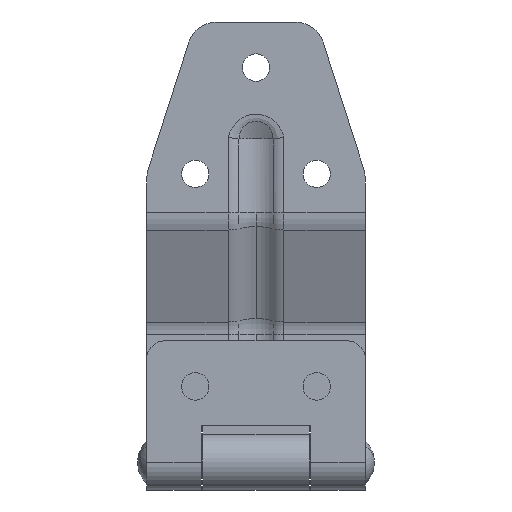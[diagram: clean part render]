
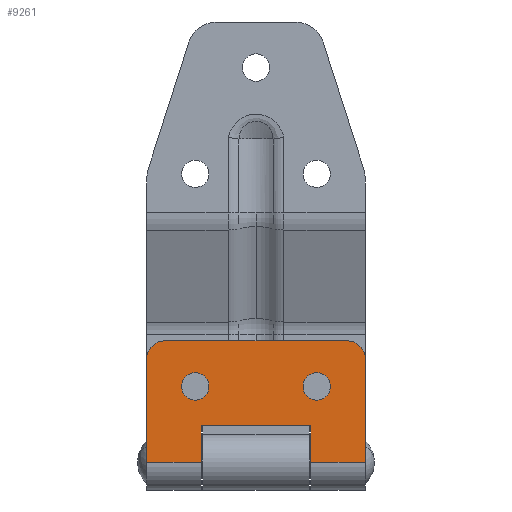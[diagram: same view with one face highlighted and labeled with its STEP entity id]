
A CAD part, front view. The second image highlights one B-rep face of the part: STEP entity #9261.
In plain terms, the highlighted planar face has unit normal (0, -1, 0).
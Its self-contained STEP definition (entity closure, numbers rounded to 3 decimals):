
#4616 = CARTESIAN_POINT ( 'NONE',  ( 20., -9.1, -20.5 ) ) ;
#4617 = CARTESIAN_POINT ( 'NONE',  ( 20., -9.1, -29.5 ) ) ;
#4618 = DIRECTION ( 'NONE',  ( 0., 0., 1. ) ) ;
#4619 = DIRECTION ( 'NONE',  ( 0., 1., 0. ) ) ;
#4620 = AXIS2_PLACEMENT_3D ( 'NONE', #4624, #4619, #4618 ) ;
#4621 = CIRCLE ( 'NONE', #4620, 4.5 ) ;
#4624 = CARTESIAN_POINT ( 'NONE',  ( 20., -9.1, -25. ) ) ;
#4704 = CARTESIAN_POINT ( 'NONE',  ( -20., -9.1, -20.5 ) ) ;
#4705 = CARTESIAN_POINT ( 'NONE',  ( -20., -9.1, -29.5 ) ) ;
#4706 = DIRECTION ( 'NONE',  ( 0., 0., 1. ) ) ;
#4707 = DIRECTION ( 'NONE',  ( 0., 1., 0. ) ) ;
#4708 = AXIS2_PLACEMENT_3D ( 'NONE', #4715, #4707, #4706 ) ;
#4709 = CIRCLE ( 'NONE', #4708, 4.5 ) ;
#4715 = CARTESIAN_POINT ( 'NONE',  ( -20., -9.1, -25. ) ) ;
#6525 = DIRECTION ( 'NONE',  ( -1., 0., 0. ) ) ;
#6526 = VECTOR ( 'NONE', #6525, 1000. ) ;
#6527 = CARTESIAN_POINT ( 'NONE',  ( 36., -9.1, 0. ) ) ;
#6528 = LINE ( 'NONE', #6527, #6526 ) ;
#6529 = CARTESIAN_POINT ( 'NONE',  ( 18., -9.1, 0. ) ) ;
#6535 = CARTESIAN_POINT ( 'NONE',  ( 36., -9.1, 0. ) ) ;
#6541 = CARTESIAN_POINT ( 'NONE',  ( -18., -9.1, 0. ) ) ;
#6779 = CARTESIAN_POINT ( 'NONE',  ( 36., -9.1, -34. ) ) ;
#6780 = DIRECTION ( 'NONE',  ( 0., 0., 1. ) ) ;
#6781 = DIRECTION ( 'NONE',  ( 0., -1., 0. ) ) ;
#6782 = CARTESIAN_POINT ( 'NONE',  ( 30., -9.1, -34. ) ) ;
#6783 = AXIS2_PLACEMENT_3D ( 'NONE', #6782, #6781, #6780 ) ;
#6784 = CIRCLE ( 'NONE', #6783, 6. ) ;
#6785 = CARTESIAN_POINT ( 'NONE',  ( -30., -9.1, -40. ) ) ;
#6786 = CARTESIAN_POINT ( 'NONE',  ( 30., -9.1, -40. ) ) ;
#6787 = DIRECTION ( 'NONE',  ( -1., 0., 0. ) ) ;
#6788 = VECTOR ( 'NONE', #6787, 1000. ) ;
#6789 = CARTESIAN_POINT ( 'NONE',  ( 36., -9.1, -40. ) ) ;
#6794 = LINE ( 'NONE', #6789, #6788 ) ;
#6804 = DIRECTION ( 'NONE',  ( -1., 0., 0. ) ) ;
#6805 = VECTOR ( 'NONE', #6804, 1000. ) ;
#6806 = CARTESIAN_POINT ( 'NONE',  ( 36., -9.1, 0. ) ) ;
#6807 = LINE ( 'NONE', #6806, #6805 ) ;
#6808 = CARTESIAN_POINT ( 'NONE',  ( -36., -9.1, 0. ) ) ;
#6814 = DIRECTION ( 'NONE',  ( 0., 0., 1. ) ) ;
#6815 = DIRECTION ( 'NONE',  ( 0., 1., 0. ) ) ;
#6816 = CARTESIAN_POINT ( 'NONE',  ( 36., -9.1, 0. ) ) ;
#6817 = AXIS2_PLACEMENT_3D ( 'NONE', #6816, #6815, #6814 ) ;
#6818 = PLANE ( 'NONE',  #6817 ) ;
#6819 = FACE_OUTER_BOUND ( 'NONE', #9243, .T. ) ;
#6820 = FACE_BOUND ( 'NONE', #9324, .T. ) ;
#6826 = FACE_BOUND ( 'NONE', #9262, .T. ) ;
#6871 = DIRECTION ( 'NONE',  ( 0., 0., 1. ) ) ;
#6872 = DIRECTION ( 'NONE',  ( 0., -1., 0. ) ) ;
#6873 = CARTESIAN_POINT ( 'NONE',  ( -30., -9.1, -34. ) ) ;
#6874 = AXIS2_PLACEMENT_3D ( 'NONE', #6873, #6872, #6871 ) ;
#6875 = CIRCLE ( 'NONE', #6874, 6. ) ;
#6876 = CARTESIAN_POINT ( 'NONE',  ( -36., -9.1, -34. ) ) ;
#6877 = DIRECTION ( 'NONE',  ( 0., 0., -1. ) ) ;
#6878 = VECTOR ( 'NONE', #6877, 1000. ) ;
#6879 = CARTESIAN_POINT ( 'NONE',  ( -36., -9.1, 0. ) ) ;
#6880 = LINE ( 'NONE', #6879, #6878 ) ;
#6892 = DIRECTION ( 'NONE',  ( 0., 0., 1. ) ) ;
#6893 = DIRECTION ( 'NONE',  ( 0., 1., 0. ) ) ;
#6894 = CARTESIAN_POINT ( 'NONE',  ( 20., -9.1, -25. ) ) ;
#6895 = AXIS2_PLACEMENT_3D ( 'NONE', #6894, #6893, #6892 ) ;
#6896 = CIRCLE ( 'NONE', #6895, 4.5 ) ;
#6897 = CARTESIAN_POINT ( 'NONE',  ( -20., -9.1, -25. ) ) ;
#6898 = DIRECTION ( 'NONE',  ( 0., 0., 1. ) ) ;
#6899 = VECTOR ( 'NONE', #6898, 1000. ) ;
#6900 = CARTESIAN_POINT ( 'NONE',  ( -18., -9.1, -12. ) ) ;
#6901 = LINE ( 'NONE', #6900, #6899 ) ;
#6902 = CARTESIAN_POINT ( 'NONE',  ( -18., -9.1, -12. ) ) ;
#6903 = DIRECTION ( 'NONE',  ( -1., 0., 0. ) ) ;
#6904 = VECTOR ( 'NONE', #6903, 1000. ) ;
#6905 = CARTESIAN_POINT ( 'NONE',  ( -18., -9.1, -12. ) ) ;
#6906 = LINE ( 'NONE', #6905, #6904 ) ;
#6907 = CARTESIAN_POINT ( 'NONE',  ( 18., -9.1, -12. ) ) ;
#6908 = DIRECTION ( 'NONE',  ( 0., 0., -1. ) ) ;
#6909 = VECTOR ( 'NONE', #6908, 1000. ) ;
#6910 = CARTESIAN_POINT ( 'NONE',  ( 18., -9.1, -12. ) ) ;
#6911 = LINE ( 'NONE', #6910, #6909 ) ;
#6912 = DIRECTION ( 'NONE',  ( 0., 0., -1. ) ) ;
#6913 = VECTOR ( 'NONE', #6912, 1000. ) ;
#6914 = CARTESIAN_POINT ( 'NONE',  ( 36., -9.1, 0. ) ) ;
#6915 = LINE ( 'NONE', #6914, #6913 ) ;
#6952 = DIRECTION ( 'NONE',  ( 0., 0., 1. ) ) ;
#6953 = DIRECTION ( 'NONE',  ( 0., 1., 0. ) ) ;
#6954 = AXIS2_PLACEMENT_3D ( 'NONE', #6897, #6953, #6952 ) ;
#6955 = CIRCLE ( 'NONE', #6954, 4.5 ) ;
#8979 = EDGE_CURVE ( 'NONE', #8980, #8981, #4621, .T. ) ;
#8980 = VERTEX_POINT ( 'NONE', #4617 ) ;
#8981 = VERTEX_POINT ( 'NONE', #4616 ) ;
#9042 = EDGE_CURVE ( 'NONE', #9043, #9044, #4709, .T. ) ;
#9043 = VERTEX_POINT ( 'NONE', #4705 ) ;
#9044 = VERTEX_POINT ( 'NONE', #4704 ) ;
#9101 = VERTEX_POINT ( 'NONE', #6541 ) ;
#9105 = VERTEX_POINT ( 'NONE', #6535 ) ;
#9109 = VERTEX_POINT ( 'NONE', #6529 ) ;
#9111 = EDGE_CURVE ( 'NONE', #9105, #9109, #6528, .T. ) ;
#9243 = EDGE_LOOP ( 'NONE', ( #9244, #9248, #9310, #9312, #9313, #9316, #9319, #9321, #9296, #9299 ) ) ;
#9244 = ORIENTED_EDGE ( 'NONE', *, *, #9245, .F. ) ;
#9245 = EDGE_CURVE ( 'NONE', #9246, #9247, #6794, .T. ) ;
#9246 = VERTEX_POINT ( 'NONE', #6786 ) ;
#9247 = VERTEX_POINT ( 'NONE', #6785 ) ;
#9248 = ORIENTED_EDGE ( 'NONE', *, *, #9249, .T. ) ;
#9249 = EDGE_CURVE ( 'NONE', #9246, #9250, #6784, .T. ) ;
#9250 = VERTEX_POINT ( 'NONE', #6779 ) ;
#9261 = ADVANCED_FACE ( 'NONE', ( #6826, #6820, #6819 ), #6818, .F. ) ;
#9262 = EDGE_LOOP ( 'NONE', ( #9263, #9323 ) ) ;
#9263 = ORIENTED_EDGE ( 'NONE', *, *, #9322, .T. ) ;
#9265 = VERTEX_POINT ( 'NONE', #6808 ) ;
#9267 = EDGE_CURVE ( 'NONE', #9101, #9265, #6807, .T. ) ;
#9296 = ORIENTED_EDGE ( 'NONE', *, *, #9297, .T. ) ;
#9297 = EDGE_CURVE ( 'NONE', #9265, #9298, #6880, .T. ) ;
#9298 = VERTEX_POINT ( 'NONE', #6876 ) ;
#9299 = ORIENTED_EDGE ( 'NONE', *, *, #9300, .T. ) ;
#9300 = EDGE_CURVE ( 'NONE', #9298, #9247, #6875, .T. ) ;
#9310 = ORIENTED_EDGE ( 'NONE', *, *, #9311, .F. ) ;
#9311 = EDGE_CURVE ( 'NONE', #9105, #9250, #6915, .T. ) ;
#9312 = ORIENTED_EDGE ( 'NONE', *, *, #9111, .T. ) ;
#9313 = ORIENTED_EDGE ( 'NONE', *, *, #9314, .T. ) ;
#9314 = EDGE_CURVE ( 'NONE', #9109, #9315, #6911, .T. ) ;
#9315 = VERTEX_POINT ( 'NONE', #6907 ) ;
#9316 = ORIENTED_EDGE ( 'NONE', *, *, #9317, .T. ) ;
#9317 = EDGE_CURVE ( 'NONE', #9315, #9318, #6906, .T. ) ;
#9318 = VERTEX_POINT ( 'NONE', #6902 ) ;
#9319 = ORIENTED_EDGE ( 'NONE', *, *, #9320, .T. ) ;
#9320 = EDGE_CURVE ( 'NONE', #9318, #9101, #6901, .T. ) ;
#9321 = ORIENTED_EDGE ( 'NONE', *, *, #9267, .T. ) ;
#9322 = EDGE_CURVE ( 'NONE', #8981, #8980, #6896, .T. ) ;
#9323 = ORIENTED_EDGE ( 'NONE', *, *, #8979, .T. ) ;
#9324 = EDGE_LOOP ( 'NONE', ( #9325, #9327 ) ) ;
#9325 = ORIENTED_EDGE ( 'NONE', *, *, #9326, .T. ) ;
#9326 = EDGE_CURVE ( 'NONE', #9044, #9043, #6955, .T. ) ;
#9327 = ORIENTED_EDGE ( 'NONE', *, *, #9042, .T. ) ;
